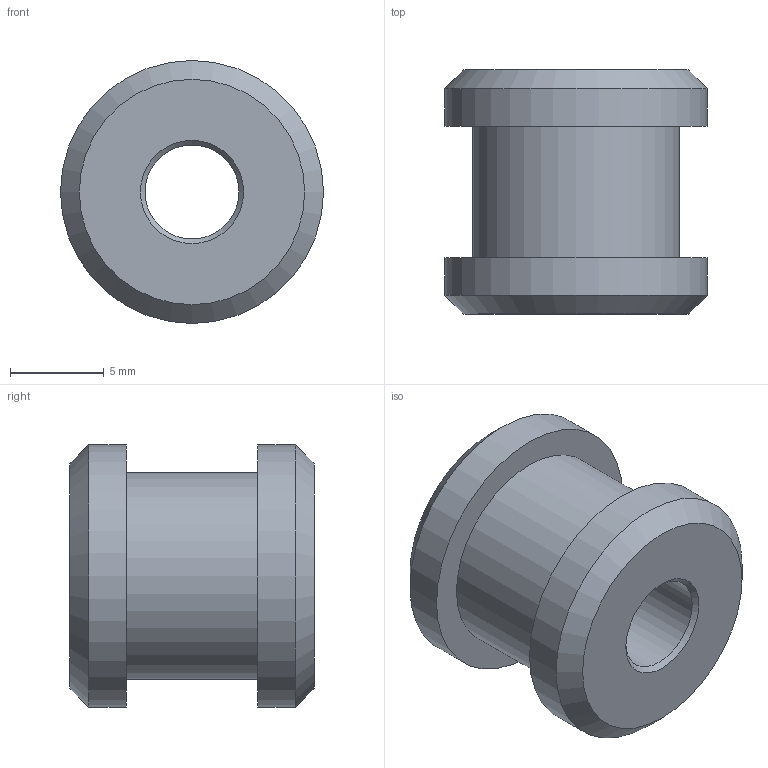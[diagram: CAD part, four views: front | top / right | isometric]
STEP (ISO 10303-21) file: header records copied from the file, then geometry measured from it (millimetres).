
FILE_DESCRIPTION(/* description */ ('RODILLO CORREA X'),/* implementation_level */ '2;1');
FILE_NAME(/* name */ 'C04H030019-x-axis-idler-pulley.stp',/* time_stamp */ '2014-12-22T14:49:46+01:00',/* author */ ('MARCHA TECHNOLOGY'),/* organization */ ('MARCHA TECHNOLOGY'),/* preprocessor_version */ 'ST-DEVELOPER v15.6',/* originating_system */ 'Autodesk Inventor 2015',/* authorisation */ '');
FILE_SCHEMA (('CONFIG_CONTROL_DESIGN'));
Length unit declared in the file: millimetre
Products named in the file (1): C04H030019-x-axis-idler-pulley
Bounding box: 14 x 13 x 14 mm (x, y, z)
Volume: 1290.7 mm3; surface area: 1037.8 mm2
Topology: 1 solids, 1 shells, 12 faces, 20 edges, 12 vertices
Faces by surface type: cone 4, plane 4, cylinder 4
Full cylindrical faces by diameter (mm): 5 x1, 11 x1, 14 x2
Entity records: 272 total; most frequent: DIRECTION 50, CARTESIAN_POINT 37, AXIS2_PLACEMENT_3D 25, EDGE_LOOP 24, ORIENTED_EDGE 24, FACE_BOUND 12, FACE_OUTER_BOUND 12, CIRCLE 12
